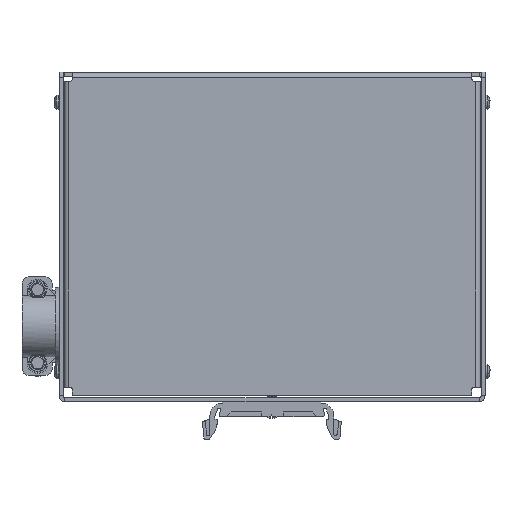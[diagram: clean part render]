
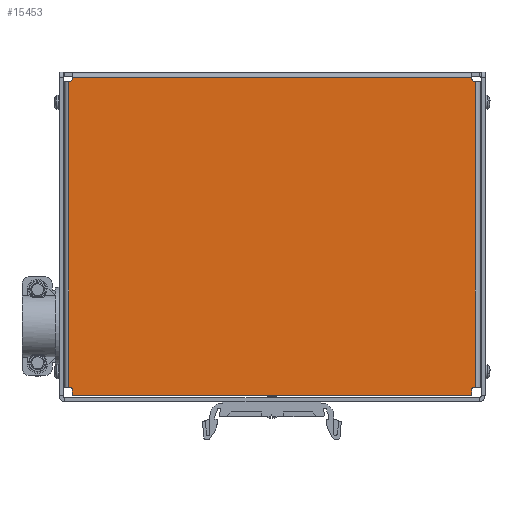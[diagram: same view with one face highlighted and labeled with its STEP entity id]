
A CAD part, left-side view. The second image highlights one B-rep face of the part: STEP entity #15453.
In plain terms, the highlighted face is planar.
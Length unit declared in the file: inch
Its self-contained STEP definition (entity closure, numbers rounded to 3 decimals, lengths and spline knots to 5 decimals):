
#47 = EDGE_CURVE ( 'NONE', #11829, #22286, #6763, .T. ) ;
#64 = VERTEX_POINT ( 'NONE', #994 ) ;
#71 = CARTESIAN_POINT ( 'NONE',  ( 2.3925, -0.024, -1.8505 ) ) ;
#434 = VECTOR ( 'NONE', #8125, 39.37008 ) ;
#568 = CARTESIAN_POINT ( 'NONE',  ( -2.42, -0.024, 1.8275 ) ) ;
#994 = CARTESIAN_POINT ( 'NONE',  ( 2.432, -0.024, -1.8325 ) ) ;
#1057 = DIRECTION ( 'NONE',  ( 0., -1., 0. ) ) ;
#1106 = EDGE_CURVE ( 'NONE', #20135, #17745, #24376, .T. ) ;
#1223 = CARTESIAN_POINT ( 'NONE',  ( 2.432, -0.024, 1.8275 ) ) ;
#1671 = ORIENTED_EDGE ( 'NONE', *, *, #16333, .F. ) ;
#1697 = CARTESIAN_POINT ( 'NONE',  ( 2.42, -0.024, -1.8505 ) ) ;
#1816 = EDGE_LOOP ( 'NONE', ( #8244, #21807, #7371, #1671, #8652, #14344, #10019, #3835, #4321, #23074, #2206, #24263, #20651, #10016, #8615, #23618, #17635, #23992 ) ) ;
#2183 = DIRECTION ( 'NONE',  ( 0., 0., -1. ) ) ;
#2206 = ORIENTED_EDGE ( 'NONE', *, *, #15082, .F. ) ;
#2290 = CARTESIAN_POINT ( 'NONE',  ( -2.42, -0.024, 1.8275 ) ) ;
#2305 = VERTEX_POINT ( 'NONE', #7674 ) ;
#2725 = CARTESIAN_POINT ( 'NONE',  ( -2.42, -0.024, -1.8325 ) ) ;
#2755 = DIRECTION ( 'NONE',  ( 0., 0., 1. ) ) ;
#2762 = VECTOR ( 'NONE', #7736, 39.37008 ) ;
#2983 = VERTEX_POINT ( 'NONE', #22915 ) ;
#3175 = DIRECTION ( 'NONE',  ( 0., 0., 1. ) ) ;
#3190 = DIRECTION ( 'NONE',  ( 1., 0., 0. ) ) ;
#3745 = EDGE_CURVE ( 'NONE', #7549, #2983, #7149, .T. ) ;
#3835 = ORIENTED_EDGE ( 'NONE', *, *, #4703, .F. ) ;
#4049 = VECTOR ( 'NONE', #22452, 39.37008 ) ;
#4321 = ORIENTED_EDGE ( 'NONE', *, *, #3745, .F. ) ;
#4661 = CARTESIAN_POINT ( 'NONE',  ( -2.39, -0.024, 1.9275 ) ) ;
#4703 = EDGE_CURVE ( 'NONE', #2983, #64, #9187, .T. ) ;
#4840 = DIRECTION ( 'NONE',  ( 0., 0., -1. ) ) ;
#5137 = EDGE_CURVE ( 'NONE', #8656, #7549, #5748, .T. ) ;
#5191 = CARTESIAN_POINT ( 'NONE',  ( -2.432, -0.024, -1.8325 ) ) ;
#5203 = LINE ( 'NONE', #18969, #17589 ) ;
#5357 = CARTESIAN_POINT ( 'NONE',  ( 2.42, -0.024, 1.8575 ) ) ;
#5748 = CIRCLE ( 'NONE', #20416, 0.03 ) ;
#6053 = VECTOR ( 'NONE', #18893, 39.37008 ) ;
#6208 = CARTESIAN_POINT ( 'NONE',  ( -2.39, -0.024, -1.8625 ) ) ;
#6763 = CIRCLE ( 'NONE', #24317, 0.03 ) ;
#7044 = DIRECTION ( 'NONE',  ( 1., 0., 0. ) ) ;
#7149 = LINE ( 'NONE', #18534, #22563 ) ;
#7241 = VECTOR ( 'NONE', #21232, 39.37008 ) ;
#7274 = EDGE_CURVE ( 'NONE', #24999, #20135, #11945, .T. ) ;
#7310 = VERTEX_POINT ( 'NONE', #23962 ) ;
#7371 = ORIENTED_EDGE ( 'NONE', *, *, #8231, .T. ) ;
#7549 = VERTEX_POINT ( 'NONE', #13581 ) ;
#7674 = CARTESIAN_POINT ( 'NONE',  ( 2.39, -0.024, -1.8745 ) ) ;
#7736 = DIRECTION ( 'NONE',  ( 0., 0., 1. ) ) ;
#7739 = EDGE_CURVE ( 'NONE', #22286, #23709, #16134, .T. ) ;
#8125 = DIRECTION ( 'NONE',  ( 1., 0., 0. ) ) ;
#8231 = EDGE_CURVE ( 'NONE', #25152, #2305, #5203, .T. ) ;
#8244 = ORIENTED_EDGE ( 'NONE', *, *, #10250, .F. ) ;
#8615 = ORIENTED_EDGE ( 'NONE', *, *, #7274, .F. ) ;
#8652 = ORIENTED_EDGE ( 'NONE', *, *, #10562, .F. ) ;
#8656 = VERTEX_POINT ( 'NONE', #14975 ) ;
#8884 = VECTOR ( 'NONE', #23797, 39.37008 ) ;
#9003 = PLANE ( 'NONE',  #9724 ) ;
#9118 = LINE ( 'NONE', #5191, #10123 ) ;
#9187 = LINE ( 'NONE', #1223, #22283 ) ;
#9724 = AXIS2_PLACEMENT_3D ( 'NONE', #20508, #12603, #3175 ) ;
#9744 = VERTEX_POINT ( 'NONE', #10502 ) ;
#9932 = EDGE_CURVE ( 'NONE', #64, #19596, #23269, .T. ) ;
#9961 = DIRECTION ( 'NONE',  ( 0., 0., -1. ) ) ;
#10016 = ORIENTED_EDGE ( 'NONE', *, *, #1106, .F. ) ;
#10019 = ORIENTED_EDGE ( 'NONE', *, *, #9932, .F. ) ;
#10123 = VECTOR ( 'NONE', #22536, 39.37008 ) ;
#10250 = EDGE_CURVE ( 'NONE', #9744, #11829, #11091, .T. ) ;
#10502 = CARTESIAN_POINT ( 'NONE',  ( -2.39, -0.024, -1.8505 ) ) ;
#10562 = EDGE_CURVE ( 'NONE', #20058, #22397, #14645, .T. ) ;
#10612 = CIRCLE ( 'NONE', #11857, 0.03 ) ;
#10957 = CARTESIAN_POINT ( 'NONE',  ( -2.39, -0.024, 1.9275 ) ) ;
#11064 = EDGE_CURVE ( 'NONE', #19713, #7310, #21742, .T. ) ;
#11091 = LINE ( 'NONE', #1697, #6053 ) ;
#11829 = VERTEX_POINT ( 'NONE', #20278 ) ;
#11833 = VECTOR ( 'NONE', #23565, 39.37008 ) ;
#11857 = AXIS2_PLACEMENT_3D ( 'NONE', #14330, #13943, #2755 ) ;
#11945 = LINE ( 'NONE', #2290, #434 ) ;
#12008 = CARTESIAN_POINT ( 'NONE',  ( 2.49, -0.024, -1.8325 ) ) ;
#12318 = DIRECTION ( 'NONE',  ( 0., 0., -1. ) ) ;
#12549 = AXIS2_PLACEMENT_3D ( 'NONE', #23400, #21734, #9961 ) ;
#12603 = DIRECTION ( 'NONE',  ( 0., 1., 0. ) ) ;
#12756 = CARTESIAN_POINT ( 'NONE',  ( -2.432, -0.024, -1.8325 ) ) ;
#13120 = CARTESIAN_POINT ( 'NONE',  ( -2.39, -0.024, 1.8575 ) ) ;
#13448 = VECTOR ( 'NONE', #4840, 39.37008 ) ;
#13581 = CARTESIAN_POINT ( 'NONE',  ( 2.42, -0.024, 1.8275 ) ) ;
#13943 = DIRECTION ( 'NONE',  ( 0., -1., 0. ) ) ;
#13998 = CARTESIAN_POINT ( 'NONE',  ( 2.39, -0.024, -1.8625 ) ) ;
#14330 = CARTESIAN_POINT ( 'NONE',  ( 2.42, -0.024, -1.8625 ) ) ;
#14344 = ORIENTED_EDGE ( 'NONE', *, *, #24730, .F. ) ;
#14645 = LINE ( 'NONE', #22558, #4049 ) ;
#14755 = CARTESIAN_POINT ( 'NONE',  ( -2.39, -0.024, -1.8745 ) ) ;
#14975 = CARTESIAN_POINT ( 'NONE',  ( 2.39, -0.024, 1.8575 ) ) ;
#15082 = EDGE_CURVE ( 'NONE', #7310, #8656, #20538, .T. ) ;
#15431 = EDGE_CURVE ( 'NONE', #23709, #24999, #9118, .T. ) ;
#15453 = ADVANCED_FACE ( 'NONE', ( #18956 ), #9003, .F. ) ;
#15791 = CARTESIAN_POINT ( 'NONE',  ( 2.39, -0.024, 1.8575 ) ) ;
#15948 = CARTESIAN_POINT ( 'NONE',  ( -2.432, -0.024, 1.8275 ) ) ;
#16008 = CARTESIAN_POINT ( 'NONE',  ( -2.49, -0.024, -1.8325 ) ) ;
#16134 = LINE ( 'NONE', #16008, #8884 ) ;
#16333 = EDGE_CURVE ( 'NONE', #22397, #2305, #24115, .T. ) ;
#16634 = DIRECTION ( 'NONE',  ( 0., 0., -1. ) ) ;
#17447 = CARTESIAN_POINT ( 'NONE',  ( -2.39, -0.024, 1.9275 ) ) ;
#17589 = VECTOR ( 'NONE', #3190, 39.37008 ) ;
#17635 = ORIENTED_EDGE ( 'NONE', *, *, #7739, .F. ) ;
#17696 = LINE ( 'NONE', #6208, #11833 ) ;
#17745 = VERTEX_POINT ( 'NONE', #13120 ) ;
#18139 = CARTESIAN_POINT ( 'NONE',  ( 2.39, -0.024, -1.8505 ) ) ;
#18448 = DIRECTION ( 'NONE',  ( 0., -1., 0. ) ) ;
#18534 = CARTESIAN_POINT ( 'NONE',  ( 2.49, -0.024, 1.8275 ) ) ;
#18893 = DIRECTION ( 'NONE',  ( -1., 0., 0. ) ) ;
#18956 = FACE_OUTER_BOUND ( 'NONE', #1816, .T. ) ;
#18969 = CARTESIAN_POINT ( 'NONE',  ( -2.39, -0.024, -1.8745 ) ) ;
#19178 = CARTESIAN_POINT ( 'NONE',  ( 2.42, -0.024, -1.8325 ) ) ;
#19596 = VERTEX_POINT ( 'NONE', #19178 ) ;
#19713 = VERTEX_POINT ( 'NONE', #10957 ) ;
#19817 = DIRECTION ( 'NONE',  ( 1., 0., 0. ) ) ;
#20058 = VERTEX_POINT ( 'NONE', #71 ) ;
#20135 = VERTEX_POINT ( 'NONE', #568 ) ;
#20220 = CARTESIAN_POINT ( 'NONE',  ( -2.42, -0.024, -1.8625 ) ) ;
#20278 = CARTESIAN_POINT ( 'NONE',  ( -2.3925, -0.024, -1.8505 ) ) ;
#20325 = VECTOR ( 'NONE', #2183, 39.37008 ) ;
#20416 = AXIS2_PLACEMENT_3D ( 'NONE', #5357, #1057, #20799 ) ;
#20508 = CARTESIAN_POINT ( 'NONE',  ( 2.42, -0.024, -1.8625 ) ) ;
#20538 = LINE ( 'NONE', #15791, #20325 ) ;
#20651 = ORIENTED_EDGE ( 'NONE', *, *, #21801, .F. ) ;
#20799 = DIRECTION ( 'NONE',  ( 0., 0., -1. ) ) ;
#21232 = DIRECTION ( 'NONE',  ( -1., 0., 0. ) ) ;
#21734 = DIRECTION ( 'NONE',  ( 0., -1., 0. ) ) ;
#21742 = LINE ( 'NONE', #4661, #24443 ) ;
#21801 = EDGE_CURVE ( 'NONE', #17745, #19713, #25132, .T. ) ;
#21807 = ORIENTED_EDGE ( 'NONE', *, *, #24304, .F. ) ;
#22283 = VECTOR ( 'NONE', #16634, 39.37008 ) ;
#22286 = VERTEX_POINT ( 'NONE', #2725 ) ;
#22397 = VERTEX_POINT ( 'NONE', #18139 ) ;
#22452 = DIRECTION ( 'NONE',  ( -1., 0., 0. ) ) ;
#22536 = DIRECTION ( 'NONE',  ( 0., 0., 1. ) ) ;
#22558 = CARTESIAN_POINT ( 'NONE',  ( 2.42, -0.024, -1.8505 ) ) ;
#22563 = VECTOR ( 'NONE', #7044, 39.37008 ) ;
#22915 = CARTESIAN_POINT ( 'NONE',  ( 2.432, -0.024, 1.8275 ) ) ;
#23074 = ORIENTED_EDGE ( 'NONE', *, *, #5137, .F. ) ;
#23269 = LINE ( 'NONE', #12008, #7241 ) ;
#23400 = CARTESIAN_POINT ( 'NONE',  ( -2.42, -0.024, 1.8575 ) ) ;
#23565 = DIRECTION ( 'NONE',  ( 0., 0., 1. ) ) ;
#23618 = ORIENTED_EDGE ( 'NONE', *, *, #15431, .F. ) ;
#23709 = VERTEX_POINT ( 'NONE', #12756 ) ;
#23797 = DIRECTION ( 'NONE',  ( -1., 0., 0. ) ) ;
#23962 = CARTESIAN_POINT ( 'NONE',  ( 2.39, -0.024, 1.9275 ) ) ;
#23992 = ORIENTED_EDGE ( 'NONE', *, *, #47, .F. ) ;
#24115 = LINE ( 'NONE', #13998, #13448 ) ;
#24263 = ORIENTED_EDGE ( 'NONE', *, *, #11064, .F. ) ;
#24304 = EDGE_CURVE ( 'NONE', #25152, #9744, #17696, .T. ) ;
#24317 = AXIS2_PLACEMENT_3D ( 'NONE', #20220, #18448, #12318 ) ;
#24376 = CIRCLE ( 'NONE', #12549, 0.03 ) ;
#24443 = VECTOR ( 'NONE', #19817, 39.37008 ) ;
#24730 = EDGE_CURVE ( 'NONE', #19596, #20058, #10612, .T. ) ;
#24999 = VERTEX_POINT ( 'NONE', #15948 ) ;
#25132 = LINE ( 'NONE', #17447, #2762 ) ;
#25152 = VERTEX_POINT ( 'NONE', #14755 ) ;
